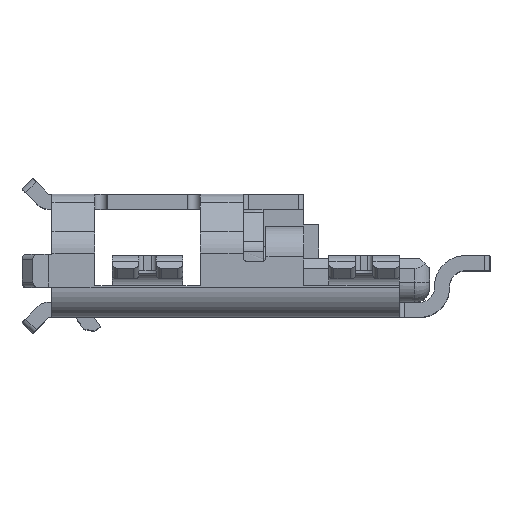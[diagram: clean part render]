
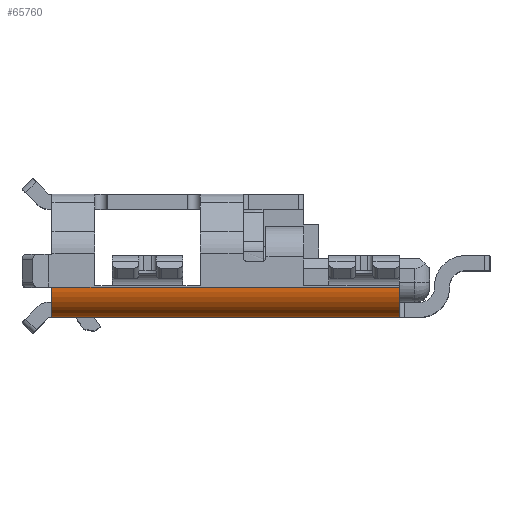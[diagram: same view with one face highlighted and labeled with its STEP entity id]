
A CAD part, top view. The second image highlights one B-rep face of the part: STEP entity #65760.
In plain terms, the highlighted cylindrical face has radius 0.6 mm (diameter 1.2 mm), a partial arc.
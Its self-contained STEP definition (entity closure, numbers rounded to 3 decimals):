
#37390=CARTESIAN_POINT('',(18.2,4.474,
9.075));
#37400=VERTEX_POINT('',#37390);
#37430=CARTESIAN_POINT('',(0.,4.474,
9.075));
#37440=DIRECTION('',(-1.,0.,0.));
#37450=VECTOR('',#37440,1.);
#37460=LINE('',#37430,#37450);
#37470=CARTESIAN_POINT('',(11.3,4.474,
9.075));
#37480=VERTEX_POINT('',#37470);
#37490=EDGE_CURVE('',#37400,#37480,#37460,.T.);
#65440=CARTESIAN_POINT('',(0.,4.474,
8.475));
#65450=DIRECTION('',(-1.,0.,0.));
#65460=DIRECTION('',(0.,0.,-1.));
#65470=AXIS2_PLACEMENT_3D('',#65440,#65450,#65460);
#65480=CYLINDRICAL_SURFACE('',#65470,0.6);
#65490=CARTESIAN_POINT('',(11.3,4.474,
8.475));
#65500=DIRECTION('',(-1.,0.,0.));
#65510=DIRECTION('',(0.,0.,-1.));
#65520=AXIS2_PLACEMENT_3D('',#65490,#65500,#65510);
#65530=CIRCLE('',#65520,0.6);
#65540=CARTESIAN_POINT('',(11.3,3.874,
8.475));
#65550=VERTEX_POINT('',#65540);
#65560=EDGE_CURVE('',#65550,#37480,#65530,.T.);
#65570=ORIENTED_EDGE('',*,*,#65560,.F.);
#65580=ORIENTED_EDGE('',*,*,#37490,.T.);
#65590=CARTESIAN_POINT('',(18.2,4.474,
8.475));
#65600=DIRECTION('',(-1.,0.,0.));
#65610=DIRECTION('',(0.,0.,-1.));
#65620=AXIS2_PLACEMENT_3D('',#65590,#65600,#65610);
#65630=CIRCLE('',#65620,0.6);
#65640=CARTESIAN_POINT('',(18.2,3.874,
8.475));
#65650=VERTEX_POINT('',#65640);
#65660=EDGE_CURVE('',#65650,#37400,#65630,.T.);
#65670=ORIENTED_EDGE('',*,*,#65660,.T.);
#65680=CARTESIAN_POINT('',(0.,3.874,
8.475));
#65690=DIRECTION('',(-1.,0.,0.));
#65700=VECTOR('',#65690,1.);
#65710=LINE('',#65680,#65700);
#65720=EDGE_CURVE('',#65650,#65550,#65710,.T.);
#65730=ORIENTED_EDGE('',*,*,#65720,.F.);
#65740=EDGE_LOOP('',(#65730,#65670,#65580,#65570));
#65750=FACE_OUTER_BOUND('',#65740,.T.);
#65760=ADVANCED_FACE('',(#65750),#65480,.T.);
